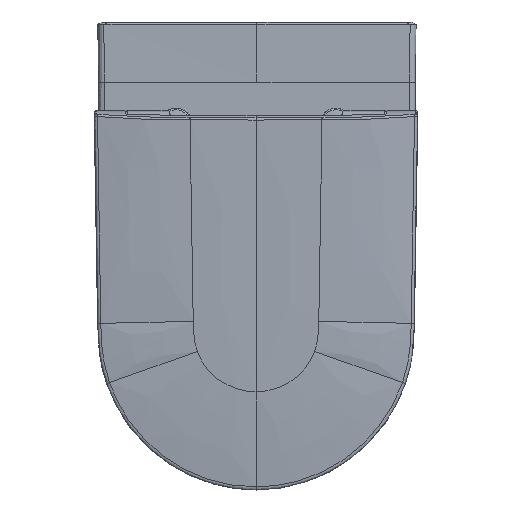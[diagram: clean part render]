
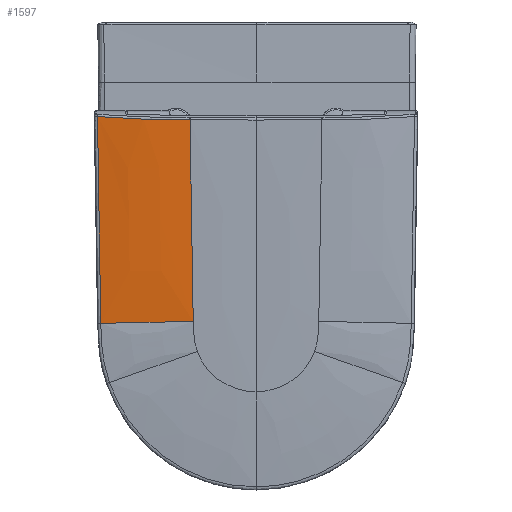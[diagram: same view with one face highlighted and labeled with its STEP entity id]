
A CAD part, top view. The second image highlights one B-rep face of the part: STEP entity #1597.
In plain terms, the highlighted free-form (B-spline) face has degree [3, 4] with [4, 5] control points.
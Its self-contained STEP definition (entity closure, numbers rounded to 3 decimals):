
#1597=ADVANCED_FACE('',(#3228),#24659,.T.);
#3228=FACE_OUTER_BOUND('',#4888,.T.);
#4888=EDGE_LOOP('',(#12495,#12496,#12497,#12498));
#12495=ORIENTED_EDGE('',*,*,#16645,.F.);
#12496=ORIENTED_EDGE('',*,*,#16654,.F.);
#12497=ORIENTED_EDGE('',*,*,#16701,.F.);
#12498=ORIENTED_EDGE('',*,*,#16702,.T.);
#16645=EDGE_CURVE('',#22944,#23141,#20655,.T.);
#16654=EDGE_CURVE('',#22939,#22944,#20664,.T.);
#16701=EDGE_CURVE('',#23147,#22939,#20705,.T.);
#16702=EDGE_CURVE('',#23147,#23141,#20706,.T.);
#20655=B_SPLINE_CURVE_WITH_KNOTS('',6,(#398301,#398302,#398303,#398304,
#398305,#398306,#398307),.UNSPECIFIED.,.F.,.F.,(7,7),(0.332,
11.202),.UNSPECIFIED.);
#20664=B_SPLINE_CURVE_WITH_KNOTS('',3,(#398354,#398355,#398356,#398357),
 .UNSPECIFIED.,.F.,.F.,(4,4),(-24.17,-0.087),
 .UNSPECIFIED.);
#20705=B_SPLINE_CURVE_WITH_KNOTS('',3,(#398637,#398638,#398639,#398640),
 .UNSPECIFIED.,.F.,.F.,(4,4),(-1.369,0.),.UNSPECIFIED.);
#20706=B_SPLINE_CURVE_WITH_KNOTS('',4,(#398641,#398642,#398643,#398644,
#398645),.UNSPECIFIED.,.F.,.F.,(5,5),(-1.,-0.058),
 .UNSPECIFIED.);
#22939=VERTEX_POINT('',#396264);
#22944=VERTEX_POINT('',#396269);
#23141=VERTEX_POINT('',#396466);
#23147=VERTEX_POINT('',#396472);
#24659=B_SPLINE_SURFACE_WITH_KNOTS('',3,4,((#396019,#396020,#396021,#396022,
#396023),(#396024,#396025,#396026,#396027,#396028),(#396029,#396030,#396031,
#396032,#396033),(#396034,#396035,#396036,#396037,#396038)),
 .UNSPECIFIED.,.F.,.F.,.F.,(4,4),(5,5),(0.,112.212),(0.,251.962),
 .UNSPECIFIED.);
#396019=CARTESIAN_POINT('',(-77.291,170.725,228.197));
#396020=CARTESIAN_POINT('',(-76.59,108.45,226.035));
#396021=CARTESIAN_POINT('',(-75.704,46.163,223.531));
#396022=CARTESIAN_POINT('',(-74.629,-16.128,220.785));
#396023=CARTESIAN_POINT('',(-73.372,-78.426,217.629));
#396024=CARTESIAN_POINT('',(-114.324,170.835,227.862));
#396025=CARTESIAN_POINT('',(-113.621,108.336,225.401));
#396026=CARTESIAN_POINT('',(-112.732,45.83,222.782));
#396027=CARTESIAN_POINT('',(-111.655,-16.677,220.));
#396028=CARTESIAN_POINT('',(-110.393,-79.185,216.901));
#396029=CARTESIAN_POINT('',(-154.476,170.955,227.255));
#396030=CARTESIAN_POINT('',(-153.772,108.212,224.255));
#396031=CARTESIAN_POINT('',(-152.88,45.47,221.433));
#396032=CARTESIAN_POINT('',(-151.8,-17.271,218.581));
#396033=CARTESIAN_POINT('',(-150.533,-80.009,215.588));
#396034=CARTESIAN_POINT('',(-188.678,171.056,219.727));
#396035=CARTESIAN_POINT('',(-187.972,108.107,217.466));
#396036=CARTESIAN_POINT('',(-187.078,45.162,215.205));
#396037=CARTESIAN_POINT('',(-185.995,-17.777,212.945));
#396038=CARTESIAN_POINT('',(-184.724,-80.711,210.684));
#396264=CARTESIAN_POINT('',(-181.005,-80.635,211.2));
#396269=CARTESIAN_POINT('',(-184.801,160.056,220.113));
#396466=CARTESIAN_POINT('',(-77.124,156.267,227.688));
#396472=CARTESIAN_POINT('',(-73.372,-78.426,217.629));
#398301=CARTESIAN_POINT('',(-184.801,160.056,220.113));
#398302=CARTESIAN_POINT('',(-167.168,158.572,223.581));
#398303=CARTESIAN_POINT('',(-149.209,157.454,225.539));
#398304=CARTESIAN_POINT('',(-131.213,156.849,226.673));
#398305=CARTESIAN_POINT('',(-113.182,156.509,227.248));
#398306=CARTESIAN_POINT('',(-95.154,156.375,227.496));
#398307=CARTESIAN_POINT('',(-77.124,156.267,227.688));
#398354=CARTESIAN_POINT('',(-181.005,-80.635,211.2));
#398355=CARTESIAN_POINT('',(-182.621,-0.411,214.181));
#398356=CARTESIAN_POINT('',(-183.878,79.821,217.135));
#398357=CARTESIAN_POINT('',(-184.801,160.056,220.113));
#398637=CARTESIAN_POINT('',(-73.372,-78.426,217.629));
#398638=CARTESIAN_POINT('',(-109.059,-79.158,216.927));
#398639=CARTESIAN_POINT('',(-147.644,-79.95,215.682));
#398640=CARTESIAN_POINT('',(-181.005,-80.635,211.2));
#398641=CARTESIAN_POINT('',(-73.372,-78.426,217.629));
#398642=CARTESIAN_POINT('',(-74.556,-19.744,220.602));
#398643=CARTESIAN_POINT('',(-75.578,38.932,223.211));
#398644=CARTESIAN_POINT('',(-76.433,97.604,225.597));
#398645=CARTESIAN_POINT('',(-77.124,156.267,227.688));
